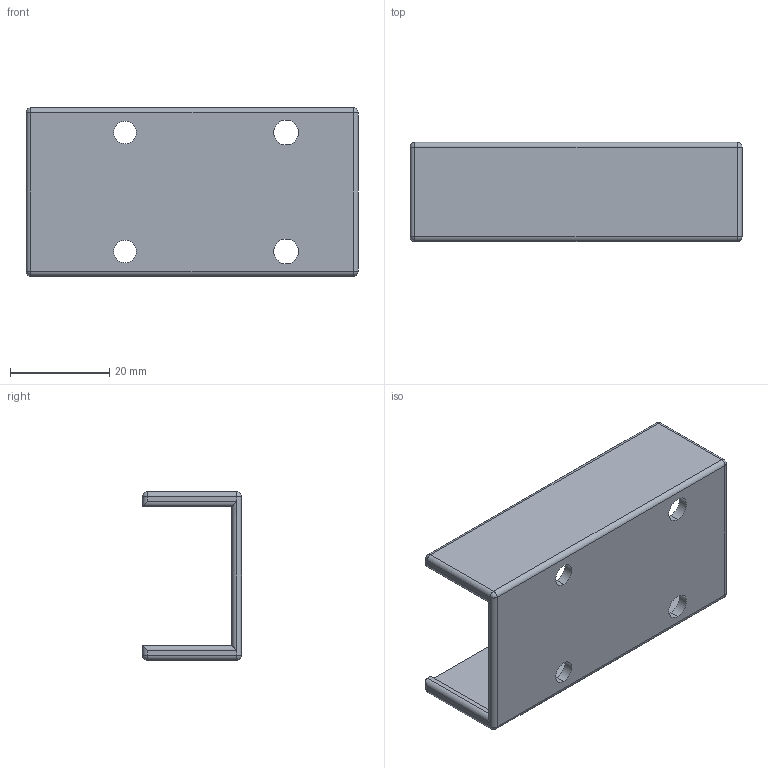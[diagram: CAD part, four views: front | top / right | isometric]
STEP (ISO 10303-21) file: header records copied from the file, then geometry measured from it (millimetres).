
FILE_DESCRIPTION (( 'STEP AP203' ), '1' );
FILE_NAME ('Blinkin Case.STEP', '2024-04-05T04:15:06', ( '' ), ( '' ), 'SwSTEP 2.0', 'SolidWorks 2022', '' );
FILE_SCHEMA (( 'CONFIG_CONTROL_DESIGN' ));
Length unit declared in the file: millimetre
Products named in the file (1): Blinkin Case
Bounding box: 67 x 20 x 34 mm (x, y, z)
Volume: 9262.3 mm3; surface area: 9808.6 mm2
Topology: 1 solids, 1 shells, 56 faces, 134 edges, 72 vertices
Faces by surface type: cylinder 28, plane 20, sphere 8
Entity records: 1615 total; most frequent: CARTESIAN_POINT 279, DIRECTION 272, ORIENTED_EDGE 252, EDGE_CURVE 126, AXIS2_PLACEMENT_3D 97, LINE 78, VECTOR 78, VERTEX_POINT 72
